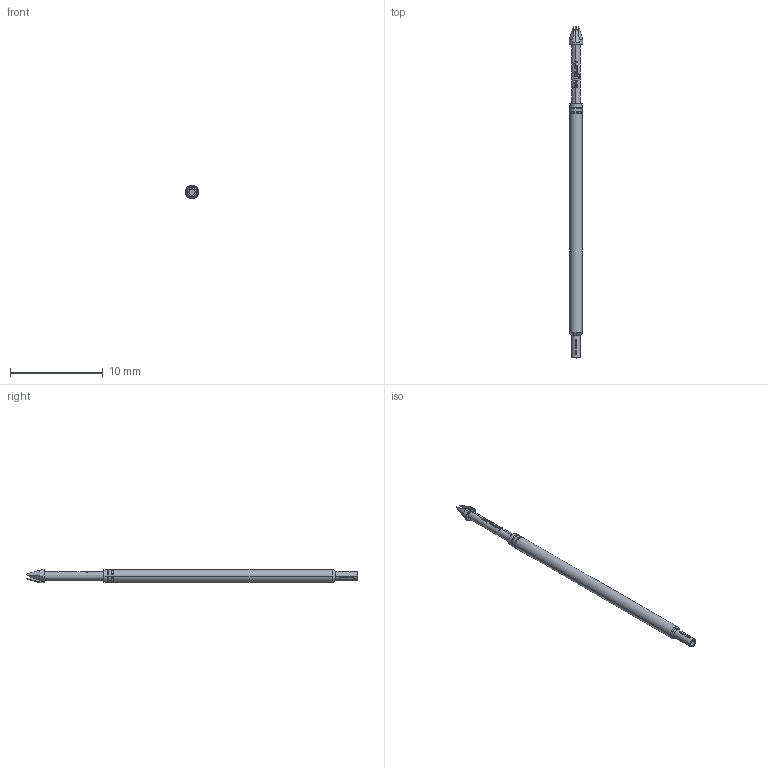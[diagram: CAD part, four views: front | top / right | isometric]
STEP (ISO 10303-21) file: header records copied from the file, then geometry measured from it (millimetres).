
FILE_DESCRIPTION (( 'STEP AP203' ), '1' );
FILE_NAME ('INGUN_S-075_289_050_A_xx00_S.STEP', '2022-02-10T09:20:54', ( 'ochi' ), ( '' ), 'SwSTEP 2.0', 'SolidWorks 2018', '' );
FILE_SCHEMA (( 'CONFIG_CONTROL_DESIGN' ));
Length unit declared in the file: millimetre
Products named in the file (1): INGUN_S-075_289_050_A_xx00_S
Bounding box: 1.44 x 35.81 x 1.44 mm (x, y, z)
Volume: 42.9 mm3; surface area: 150.1 mm2
Topology: 1 solids, 1 shells, 160 faces, 420 edges, 272 vertices
Faces by surface type: bspline 70, cone 29, cylinder 25, torus 20, plane 16
Entity records: 6999 total; most frequent: CARTESIAN_POINT 3680, ORIENTED_EDGE 840, EDGE_CURVE 420, DIRECTION 401, B_SPLINE_CURVE_WITH_KNOTS 280, VERTEX_POINT 272, AXIS2_PLACEMENT_3D 170, EDGE_LOOP 170
